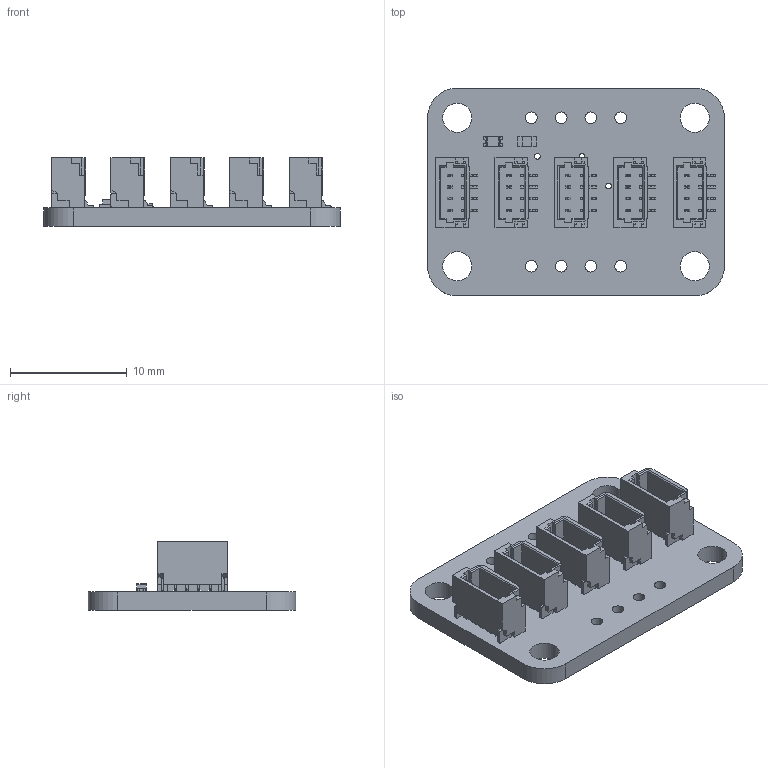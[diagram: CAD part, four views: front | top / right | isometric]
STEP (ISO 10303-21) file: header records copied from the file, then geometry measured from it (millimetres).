
FILE_DESCRIPTION(/* description */ (''),/* implementation_level */ '2;1');
FILE_NAME(/* name */ 'PCB Component.step',/* time_stamp */ '2022-09-26T13:48:50-04:00',/* author */ (''),/* organization */ (''),/* preprocessor_version */ 'ST-DEVELOPER v19',/* originating_system */ 'Autodesk Translation Framework v11.7.0.108',/* authorisation */ '');
FILE_SCHEMA (('AUTOMOTIVE_DESIGN { 1 0 10303 214 3 1 1 }'));
Length unit declared in the file: millimetre
Products named in the file (5): PCB Component; Board; STEMMA_I2C_QTRA; GREEN; 10K
Assembly tree (8 placements, depth 2):
  PCB Component
    Board
    STEMMA_I2C_QTRA  x5
    GREEN
    10K
Bounding box: 25.4 x 17.78 x 5.87 mm (x, y, z)
Volume: 857.8 mm3; surface area: 2119.2 mm2
Topology: 42 solids, 42 shells, 1359 faces, 3900 edges, 2590 vertices
Faces by surface type: plane 1160, cylinder 195, bspline 4
Full cylindrical faces by diameter (mm): 0.483 x5, 1 x8, 2.5 x4
Entity records: 11883 total; most frequent: CARTESIAN_POINT 2094, ORIENTED_EDGE 1992, DIRECTION 1850, EDGE_CURVE 996, LINE 870, VECTOR 870, VERTEX_POINT 662, AXIS2_PLACEMENT_3D 490
